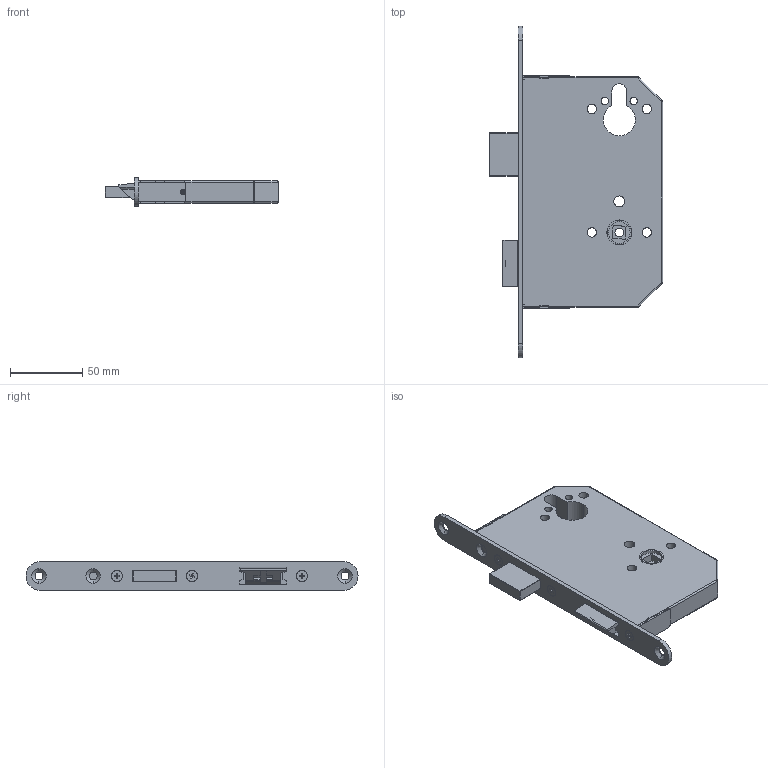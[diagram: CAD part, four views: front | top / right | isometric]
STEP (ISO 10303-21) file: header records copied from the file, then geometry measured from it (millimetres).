
FILE_DESCRIPTION (( 'STEP AP203' ), '1' );
FILE_NAME ('CASA 30101, Dornmass 70, Stulp 20.STEP', '2025-01-08T11:58:05', ( '' ), ( '' ), 'SwSTEP 2.0', 'SolidWorks 2023', '' );
FILE_SCHEMA (( 'CONFIG_CONTROL_DESIGN' ));
Length unit declared in the file: millimetre
Products named in the file (5): D001345066-000_D001345066-071_DM70_PB; D001313547-000; CASA 30101, Dornmass 70, Stulp 20; D001344641-000_D001344641-020; D001127682-000_D001127682-001
Assembly tree (7 placements, depth 2):
  CASA 30101, Dornmass 70, Stulp 20
    D001345066-000_D001345066-071_DM70_PB
    D001127682-000_D001127682-001  x3
    D001313547-000  x2
    D001344641-000_D001344641-020
Bounding box: 120 x 230 x 20 mm (x, y, z)
Volume: 241639.4 mm3; surface area: 58263.4 mm2
Topology: 15 solids, 15 shells, 496 faces, 1207 edges, 755 vertices
Faces by surface type: plane 268, cylinder 172, cone 24, torus 20, sphere 12
Entity records: 10425 total; most frequent: CARTESIAN_POINT 1796, DIRECTION 1742, ORIENTED_EDGE 1612, EDGE_CURVE 806, AXIS2_PLACEMENT_3D 617, VERTEX_POINT 511, VECTOR 508, LINE 508
